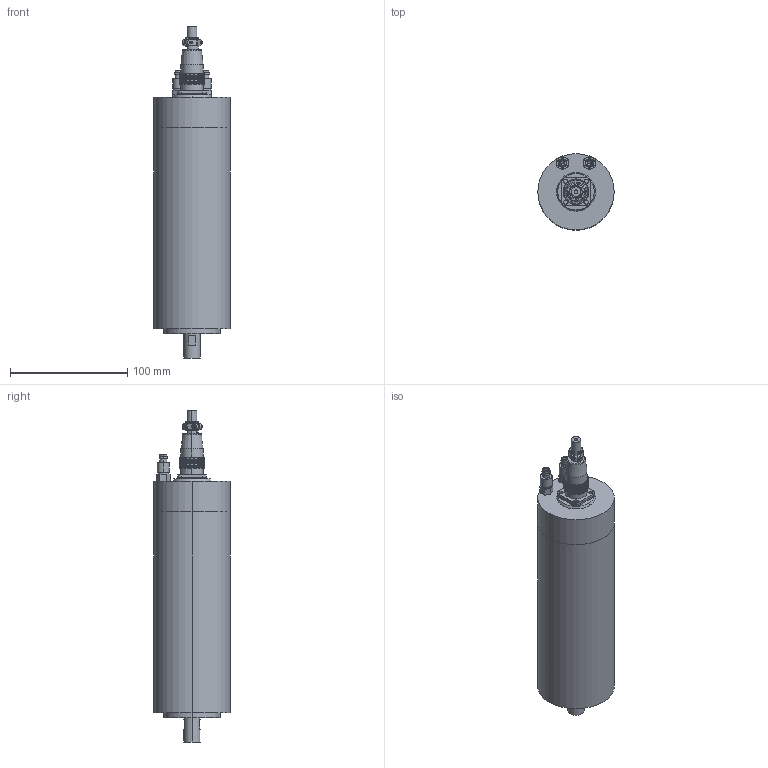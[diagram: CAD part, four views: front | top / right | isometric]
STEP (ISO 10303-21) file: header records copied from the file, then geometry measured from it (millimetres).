
FILE_DESCRIPTION (( 'STEP AP214' ), '1' );
FILE_NAME ('GDZ-18-2.STEP', '2024-08-01T00:34:23', ( '00' ), ( '' ), 'SwSTEP 2.0', 'SolidWorks 2018', '' );
FILE_SCHEMA (( 'AUTOMOTIVE_DESIGN' ));
Length unit declared in the file: millimetre
Products named in the file (9): GDZ18-2堤盄釱; H17-4瑤脣; H17-4脣釱; H17-4脣芛; GDZ18-2儂褲; GDZ-18-2; 阨郲30.5-(M8); GDZ18-2滅鳥欶; GDZ18-2粣芛
Assembly tree (9 placements, depth 3):
  GDZ-18-2
    GDZ18-2儂褲
    GDZ18-2堤盄釱
    GDZ18-2滅鳥欶
    GDZ18-2粣芛
    H17-4瑤脣
      H17-4脣釱
      H17-4脣芛
    阨郲30.5-(M8)  x2
Bounding box: 65 x 65 x 282.7 mm (x, y, z)
Volume: 678706.4 mm3; surface area: 75877.6 mm2
Topology: 10 solids, 10 shells, 1028 faces, 2749 edges, 1779 vertices
Faces by surface type: cylinder 484, plane 446, cone 60, torus 17, sphere 12, bspline 9
Entity records: 35416 total; most frequent: CARTESIAN_POINT 8608, ORIENTED_EDGE 5306, DIRECTION 5128, EDGE_CURVE 2653, AXIS2_PLACEMENT_3D 2021, VERTEX_POINT 1739, EDGE_LOOP 1098, LINE 1086
